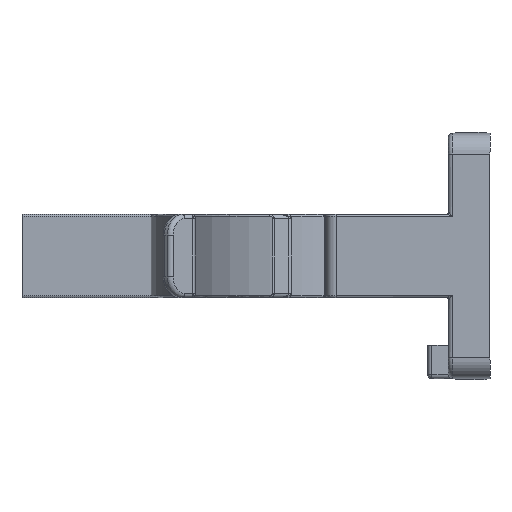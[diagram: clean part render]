
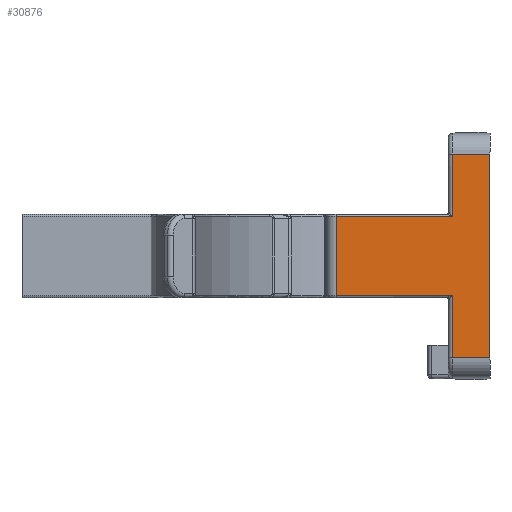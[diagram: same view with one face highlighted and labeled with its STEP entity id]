
A CAD part, left-side view. The second image highlights one B-rep face of the part: STEP entity #30876.
In plain terms, the highlighted planar face has unit normal (-1, 0, 0).
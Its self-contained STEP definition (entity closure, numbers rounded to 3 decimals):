
#30115=CARTESIAN_POINT('',(-35.,9.0,-9.5));
#30116=VERTEX_POINT('',#30115);
#30340=CARTESIAN_POINT('',(-35.,9.0,9.5));
#30341=VERTEX_POINT('',#30340);
#30460=CARTESIAN_POINT('',(-35.,37.0,-9.5));
#30461=VERTEX_POINT('',#30460);
#30462=CARTESIAN_POINT('',(-35.,9.0,-9.5));
#30463=DIRECTION('',(0.0,1.0,0.0));
#30464=VECTOR('',#30463,28.0);
#30465=LINE('',#30462,#30464);
#30466=EDGE_CURVE('',#30116,#30461,#30465,.T.);
#30487=CARTESIAN_POINT('',(-35.0,9.0,-24.5));
#30488=VERTEX_POINT('',#30487);
#30496=CARTESIAN_POINT('',(-35.0,9.0,-9.5));
#30497=DIRECTION('',(0.0,0.0,-1.0));
#30498=VECTOR('',#30497,15.0);
#30499=LINE('',#30496,#30498);
#30500=EDGE_CURVE('',#30116,#30488,#30499,.T.);
#30512=CARTESIAN_POINT('',(-35.0,9.0,24.5));
#30513=VERTEX_POINT('',#30512);
#30514=CARTESIAN_POINT('',(-35.0,9.0,9.5));
#30515=DIRECTION('',(0.0,0.0,1.0));
#30516=VECTOR('',#30515,15.0);
#30517=LINE('',#30514,#30516);
#30518=EDGE_CURVE('',#30341,#30513,#30517,.T.);
#30538=CARTESIAN_POINT('',(-35.,37.0,9.5));
#30539=VERTEX_POINT('',#30538);
#30547=CARTESIAN_POINT('',(-35.,37.0,9.5));
#30548=DIRECTION('',(0.0,-1.0,0.0));
#30549=VECTOR('',#30548,28.0);
#30550=LINE('',#30547,#30549);
#30551=EDGE_CURVE('',#30539,#30341,#30550,.T.);
#30825=CARTESIAN_POINT('',(-35.,37.0,-9.5));
#30826=DIRECTION('',(0.0,0.0,1.0));
#30827=VECTOR('',#30826,19.0);
#30828=LINE('',#30825,#30827);
#30829=EDGE_CURVE('',#30461,#30539,#30828,.T.);
#30842=CARTESIAN_POINT('',(-35.0,0.,0.0));
#30843=DIRECTION('',(-1.0,0.0,0.0));
#30844=DIRECTION('',(0.0,0.0,1.0));
#30845=AXIS2_PLACEMENT_3D('',#30842,#30843,#30844);
#30846=PLANE('',#30845);
#30847=ORIENTED_EDGE('',*,*,#30466,.F.);
#30848=ORIENTED_EDGE('',*,*,#30500,.T.);
#30849=CARTESIAN_POINT('',(-35.0,0.,-24.5));
#30850=VERTEX_POINT('',#30849);
#30851=CARTESIAN_POINT('',(-35.0,0.0,-24.5));
#30852=DIRECTION('',(0.0,1.0,0.0));
#30853=VECTOR('',#30852,9.0);
#30854=LINE('',#30851,#30853);
#30855=EDGE_CURVE('',#30850,#30488,#30854,.T.);
#30856=ORIENTED_EDGE('',*,*,#30855,.F.);
#30857=CARTESIAN_POINT('',(-35.0,0.,24.5));
#30858=VERTEX_POINT('',#30857);
#30859=CARTESIAN_POINT('',(-35.0,0.,24.5));
#30860=DIRECTION('',(0.0,0.0,-1.0));
#30861=VECTOR('',#30860,49.0);
#30862=LINE('',#30859,#30861);
#30863=EDGE_CURVE('',#30858,#30850,#30862,.T.);
#30864=ORIENTED_EDGE('',*,*,#30863,.F.);
#30865=CARTESIAN_POINT('',(-35.0,9.0,24.5));
#30866=DIRECTION('',(0.0,-1.0,0.0));
#30867=VECTOR('',#30866,9.0);
#30868=LINE('',#30865,#30867);
#30869=EDGE_CURVE('',#30513,#30858,#30868,.T.);
#30870=ORIENTED_EDGE('',*,*,#30869,.F.);
#30871=ORIENTED_EDGE('',*,*,#30518,.F.);
#30872=ORIENTED_EDGE('',*,*,#30551,.F.);
#30873=ORIENTED_EDGE('',*,*,#30829,.F.);
#30874=EDGE_LOOP('',(#30847,#30848,#30856,#30864,#30870,#30871,#30872,#30873));
#30875=FACE_OUTER_BOUND('',#30874,.T.);
#30876=ADVANCED_FACE('',(#30875),#30846,.T.);
